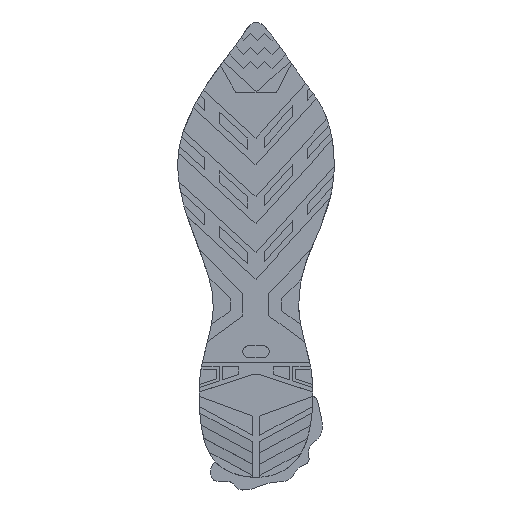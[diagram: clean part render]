
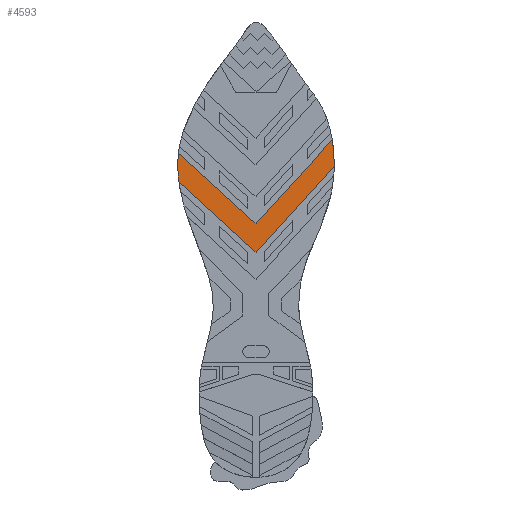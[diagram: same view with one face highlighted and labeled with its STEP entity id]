
A CAD part, top view. The second image highlights one B-rep face of the part: STEP entity #4593.
In plain terms, the highlighted face is planar.
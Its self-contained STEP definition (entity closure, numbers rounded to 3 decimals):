
#122 = CARTESIAN_POINT ( 'NONE',  ( 54.551, 3., -107.835 ) ) ;
#130 = ORIENTED_EDGE ( 'NONE', *, *, #4677, .F. ) ;
#184 = AXIS2_PLACEMENT_3D ( 'NONE', #6519, #1988, #3559 ) ;
#242 = CARTESIAN_POINT ( 'NONE',  ( -54.34, 3., -112.681 ) ) ;
#253 = B_SPLINE_CURVE_WITH_KNOTS ( 'NONE', 3,
 ( #122, #2208, #5340, #4238, #4175, #6287 ),
 .UNSPECIFIED., .F., .F.,
 ( 4, 1, 1, 4 ),
 ( 0.151, 0.152, 0.167, 0.175 ),
 .UNSPECIFIED. ) ;
#823 = CARTESIAN_POINT ( 'NONE',  ( -53.596, 3., -117.179 ) ) ;
#852 = EDGE_CURVE ( 'NONE', #4701, #5638, #253, .T. ) ;
#1272 = EDGE_CURVE ( 'NONE', #4701, #4087, #2310, .T. ) ;
#1370 = ORIENTED_EDGE ( 'NONE', *, *, #4884, .F. ) ;
#1407 = CARTESIAN_POINT ( 'NONE',  ( -18.986, 3., -20.88 ) ) ;
#1454 = VECTOR ( 'NONE', #4346, 1000. ) ;
#1491 = VECTOR ( 'NONE', #3067, 1000. ) ;
#1603 = VERTEX_POINT ( 'NONE', #823 ) ;
#1767 = VERTEX_POINT ( 'NONE', #5524 ) ;
#1799 = LINE ( 'NONE', #6005, #3845 ) ;
#1988 = DIRECTION ( 'NONE',  ( 0., -1., 0. ) ) ;
#2208 = CARTESIAN_POINT ( 'NONE',  ( 54.589, 3., -107.512 ) ) ;
#2297 = CARTESIAN_POINT ( 'NONE',  ( 0., 3., -38.144 ) ) ;
#2310 = LINE ( 'NONE', #3376, #1454 ) ;
#2427 = DIRECTION ( 'NONE',  ( 0.673, 0., 0.74 ) ) ;
#2764 = CARTESIAN_POINT ( 'NONE',  ( -53.596, 3., -117.179 ) ) ;
#2831 = CARTESIAN_POINT ( 'NONE',  ( -54.991, 3., -98.622 ) ) ;
#3067 = DIRECTION ( 'NONE',  ( 0.74, 0., -0.673 ) ) ;
#3324 = CARTESIAN_POINT ( 'NONE',  ( -55.013, 3., -100.256 ) ) ;
#3376 = CARTESIAN_POINT ( 'NONE',  ( -28.986, 3., -31.879 ) ) ;
#3394 = CARTESIAN_POINT ( 'NONE',  ( 0., 3., -58.234 ) ) ;
#3421 = CARTESIAN_POINT ( 'NONE',  ( 28.986, 3., -26.356 ) ) ;
#3462 = PLANE ( 'NONE',  #184 ) ;
#3559 = DIRECTION ( 'NONE',  ( 0., 0., -1. ) ) ;
#3845 = VECTOR ( 'NONE', #4461, 1000. ) ;
#3897 = VECTOR ( 'NONE', #2427, 1000. ) ;
#3938 = FACE_OUTER_BOUND ( 'NONE', #4267, .T. ) ;
#3944 = ORIENTED_EDGE ( 'NONE', *, *, #6434, .T. ) ;
#4033 = LINE ( 'NONE', #1407, #1491 ) ;
#4050 = LINE ( 'NONE', #3421, #3897 ) ;
#4087 = VERTEX_POINT ( 'NONE', #3394 ) ;
#4098 = CARTESIAN_POINT ( 'NONE',  ( 54.551, 3., -107.835 ) ) ;
#4175 = CARTESIAN_POINT ( 'NONE',  ( 54.401, 3., -89.592 ) ) ;
#4238 = CARTESIAN_POINT ( 'NONE',  ( 55.059, 3., -95.959 ) ) ;
#4259 = CARTESIAN_POINT ( 'NONE',  ( -54.95, 3., -106.378 ) ) ;
#4267 = EDGE_LOOP ( 'NONE', ( #130, #1370, #3944, #4791, #4468, #4881 ) ) ;
#4346 = DIRECTION ( 'NONE',  ( -0.74, 0., 0.673 ) ) ;
#4461 = DIRECTION ( 'NONE',  ( 0.673, 0., 0.74 ) ) ;
#4468 = ORIENTED_EDGE ( 'NONE', *, *, #1272, .F. ) ;
#4593 = ADVANCED_FACE ( 'NONE', ( #3938 ), #3462, .T. ) ;
#4677 = EDGE_CURVE ( 'NONE', #6025, #5638, #4033, .T. ) ;
#4701 = VERTEX_POINT ( 'NONE', #4098 ) ;
#4791 = ORIENTED_EDGE ( 'NONE', *, *, #6581, .T. ) ;
#4881 = ORIENTED_EDGE ( 'NONE', *, *, #852, .T. ) ;
#4884 = EDGE_CURVE ( 'NONE', #1767, #6025, #1799, .T. ) ;
#5322 = CARTESIAN_POINT ( 'NONE',  ( 54.096, 3., -87.331 ) ) ;
#5340 = CARTESIAN_POINT ( 'NONE',  ( 55.105, 3., -102.894 ) ) ;
#5524 = CARTESIAN_POINT ( 'NONE',  ( -54.991, 3., -98.622 ) ) ;
#5638 = VERTEX_POINT ( 'NONE', #5322 ) ;
#5904 = B_SPLINE_CURVE_WITH_KNOTS ( 'NONE', 3,
 ( #2831, #3324, #4259, #242, #2764 ),
 .UNSPECIFIED., .F., .F.,
 ( 4, 1, 4 ),
 ( 0.838, 0.843, 0.855 ),
 .UNSPECIFIED. ) ;
#6005 = CARTESIAN_POINT ( 'NONE',  ( 18.986, 3., -17.263 ) ) ;
#6025 = VERTEX_POINT ( 'NONE', #2297 ) ;
#6287 = CARTESIAN_POINT ( 'NONE',  ( 54.096, 3., -87.331 ) ) ;
#6434 = EDGE_CURVE ( 'NONE', #1767, #1603, #5904, .T. ) ;
#6519 = CARTESIAN_POINT ( 'NONE',  ( 0., 3., 0. ) ) ;
#6581 = EDGE_CURVE ( 'NONE', #1603, #4087, #4050, .T. ) ;
